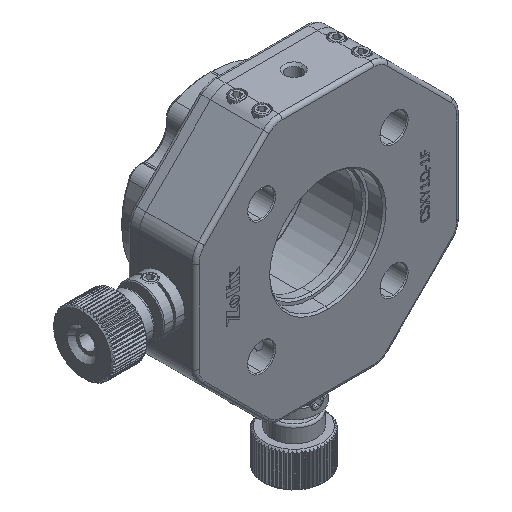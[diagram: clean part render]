
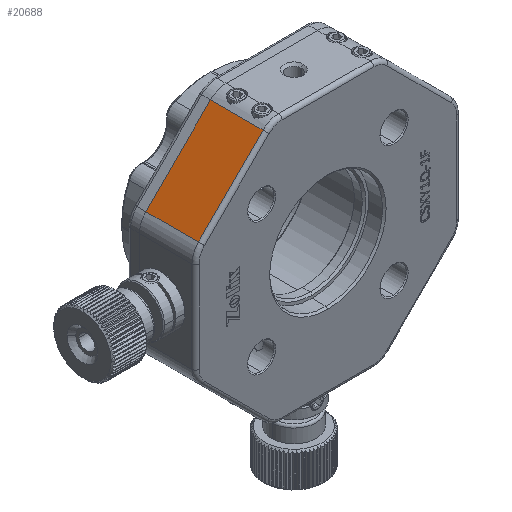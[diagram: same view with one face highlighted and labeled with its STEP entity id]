
A CAD part, isometric view. The second image highlights one B-rep face of the part: STEP entity #20688.
In plain terms, the highlighted planar face has unit normal (-0.707, 0, 0.707).
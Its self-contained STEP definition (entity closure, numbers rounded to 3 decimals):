
#416 = EDGE_CURVE ( 'NONE', #12367, #14431, #35034, .T. ) ;
#1809 = DIRECTION ( 'NONE',  ( 0., -1., 0. ) ) ;
#2195 = DIRECTION ( 'NONE',  ( 0., 1., 0. ) ) ;
#3502 = DIRECTION ( 'NONE',  ( 0.707, 0., 0.707 ) ) ;
#3630 = ORIENTED_EDGE ( 'NONE', *, *, #416, .T. ) ;
#4876 = EDGE_CURVE ( 'NONE', #14431, #44015, #77894, .T. ) ;
#8109 = LINE ( 'NONE', #55150, #63468 ) ;
#8858 = ORIENTED_EDGE ( 'NONE', *, *, #4876, .T. ) ;
#10275 = CARTESIAN_POINT ( 'NONE',  ( -31.599, 10.876, 12.7 ) ) ;
#12367 = VERTEX_POINT ( 'NONE', #10275 ) ;
#12501 = DIRECTION ( 'NONE',  ( 0.707, 0., -0.707 ) ) ;
#13273 = PLANE ( 'NONE',  #14664 ) ;
#14328 = EDGE_LOOP ( 'NONE', ( #3630, #8858, #38015, #59377 ) ) ;
#14431 = VERTEX_POINT ( 'NONE', #49012 ) ;
#14664 = AXIS2_PLACEMENT_3D ( 'NONE', #43296, #12501, #1809 ) ;
#17654 = CARTESIAN_POINT ( 'NONE',  ( -31.599, -1.824, 12.7 ) ) ;
#18064 = VECTOR ( 'NONE', #53594, 1000. ) ;
#20688 = ADVANCED_FACE ( 'NONE', ( #60283 ), #13273, .F. ) ;
#22171 = VECTOR ( 'NONE', #41538, 1000. ) ;
#28384 = CARTESIAN_POINT ( 'NONE',  ( -24.279, 10.876, 20.021 ) ) ;
#33757 = VERTEX_POINT ( 'NONE', #46110 ) ;
#34923 = CARTESIAN_POINT ( 'NONE',  ( -16.958, -1.024, 27.341 ) ) ;
#35034 = LINE ( 'NONE', #17654, #18064 ) ;
#38015 = ORIENTED_EDGE ( 'NONE', *, *, #54015, .T. ) ;
#39618 = VECTOR ( 'NONE', #3502, 1000. ) ;
#41538 = DIRECTION ( 'NONE',  ( 0.707, 0., 0.707 ) ) ;
#43296 = CARTESIAN_POINT ( 'NONE',  ( -33.064, -1.824, 11.236 ) ) ;
#44015 = VERTEX_POINT ( 'NONE', #34923 ) ;
#45750 = LINE ( 'NONE', #28384, #39618 ) ;
#46110 = CARTESIAN_POINT ( 'NONE',  ( -16.958, 10.876, 27.341 ) ) ;
#49012 = CARTESIAN_POINT ( 'NONE',  ( -31.599, -1.024, 12.7 ) ) ;
#53594 = DIRECTION ( 'NONE',  ( 0., -1., 0. ) ) ;
#54015 = EDGE_CURVE ( 'NONE', #44015, #33757, #8109, .T. ) ;
#54173 = CARTESIAN_POINT ( 'NONE',  ( -16.958, -1.024, 27.341 ) ) ;
#55150 = CARTESIAN_POINT ( 'NONE',  ( -16.958, -1.824, 27.341 ) ) ;
#59377 = ORIENTED_EDGE ( 'NONE', *, *, #71639, .F. ) ;
#60283 = FACE_OUTER_BOUND ( 'NONE', #14328, .T. ) ;
#63468 = VECTOR ( 'NONE', #2195, 1000. ) ;
#71639 = EDGE_CURVE ( 'NONE', #12367, #33757, #45750, .T. ) ;
#77894 = LINE ( 'NONE', #54173, #22171 ) ;
